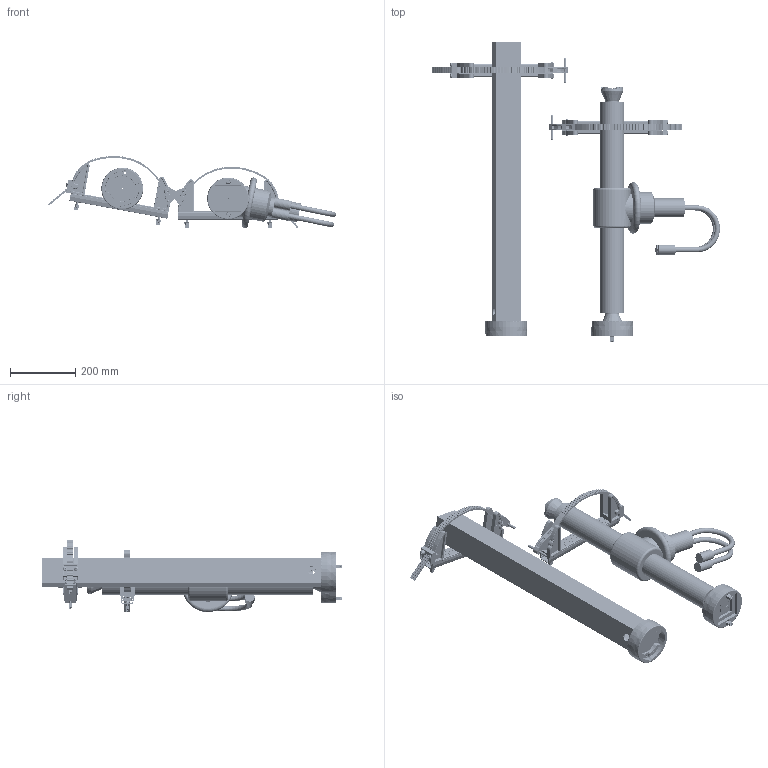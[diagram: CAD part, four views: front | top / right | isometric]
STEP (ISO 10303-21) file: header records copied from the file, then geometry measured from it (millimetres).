
FILE_DESCRIPTION (( 'STEP AP203' ), '1' );
FILE_NAME ('K1022SA.STEP', '2017-01-05T14:07:17', ( 'jgonzalez' ), ( '' ), 'SwSTEP 2.0', 'SolidWorks 2014', '' );
FILE_SCHEMA (( 'CONFIG_CONTROL_DESIGN' ));
Length unit declared in the file: inch
Products named in the file (23): 1006-3-  _in dual trac; 2075; 1022; 3017_HFBOLT 0.25-20x1.25x0.75-C; 2073; 2100; 2023; 2011; 7016; K5050_NEW; 2008 - IN USE SAM; 2450_HFBOLT 0.25-20x1.25x0.75-C; K1022SA; 2038_HBOLT 0.2500-20x1x1-N; Holmatro Ram RA4322 C; 2069LN_MSHXNUT 0.250-20-S-N; 2035_10" apart; Rescue 42 strut body_34; 2049; 2019_12; 7029_10"; 2074
Assembly tree (39 placements, depth 4):
  K1022SA
    1022
      1022
      2100  x2
      7016  x2
      2450_HFBOLT 0.25-20x1.25x0.75-C  x2
      2069LN_MSHXNUT 0.250-20-S-N  x2
    Holmatro Ram RA4322 C
    1022
    Rescue 42 strut body_34
    K5050_NEW  x2
      2019_12
      2074
      2075
      2073
      2011
      2008 - IN USE SAM
      2035_10" apart
        2038_HBOLT 0.2500-20x1x1-N  x2
        2069LN_MSHXNUT 0.250-20-S-N  x2
      7029_10"
        2049  x2
        7016  x2
      1006-3-  _in dual trac
      3017_HFBOLT 0.25-20x1.25x0.75-C
      2023
Bounding box: 881.49 x 919.16 x 221.96 mm (x, y, z)
Volume: 9082136.3 mm3; surface area: 1719922.8 mm2
Topology: 68 solids, 68 shells, 6220 faces, 15681 edges, 9742 vertices
Faces by surface type: cone 1892, plane 1776, cylinder 1528, bspline 602, torus 390, sphere 32
Entity records: 90740 total; most frequent: CARTESIAN_POINT 32137, ORIENTED_EDGE 11846, DIRECTION 11494, EDGE_CURVE 5923, AXIS2_PLACEMENT_3D 4335, VERTEX_POINT 3696, LINE 2824, VECTOR 2824
